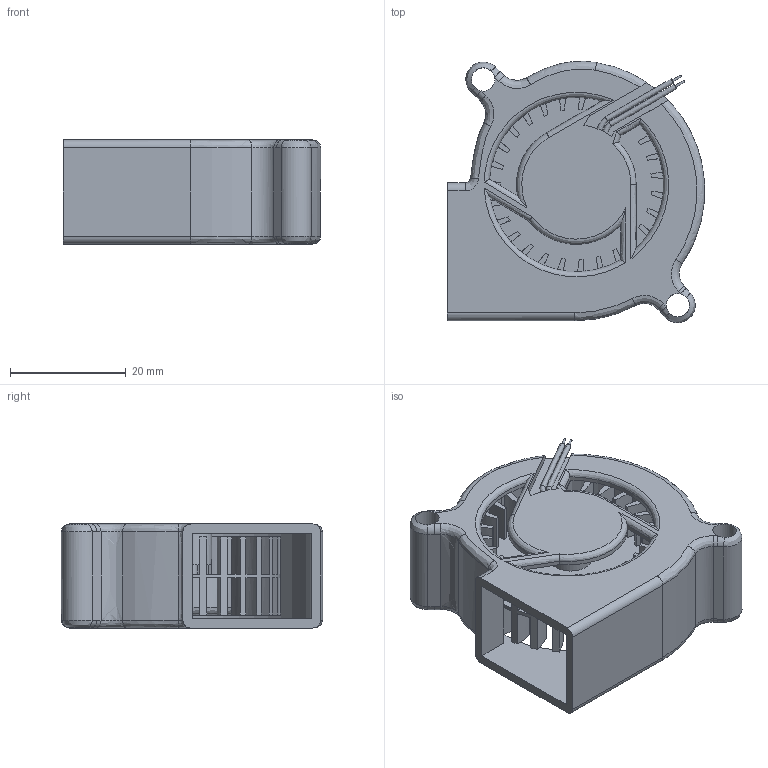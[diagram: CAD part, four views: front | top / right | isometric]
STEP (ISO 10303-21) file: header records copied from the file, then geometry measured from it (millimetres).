
FILE_DESCRIPTION(('FreeCAD Model'),'2;1');
FILE_NAME('Open CASCADE Shape Model','2025-04-28T07:32:31',('FreeCAD'),( 'FreeCAD'),'Open CASCADE STEP processor 7.6','FreeCAD','Unknown');
FILE_SCHEMA(('AUTOMOTIVE_DESIGN { 1 0 10303 214 1 1 1 1 }'));
Length unit declared in the file: millimetre
Products named in the file (1): Open CASCADE STEP translator 7.6 1
Bounding box: 44.49 x 45.19 x 17.99 mm (x, y, z)
Volume: 11422.8 mm3; surface area: 14944.8 mm2
Topology: 6 solids, 6 shells, 349 faces, 955 edges, 618 vertices
Faces by surface type: bspline 349
Entity records: 15960 total; most frequent: CARTESIAN_POINT 10558, ORIENTED_EDGE 1910, EDGE_CURVE 955, VERTEX_POINT 618, B_SPLINE_CURVE_WITH_KNOTS 602, FACE_BOUND 361, EDGE_LOOP 361, ADVANCED_FACE 349
